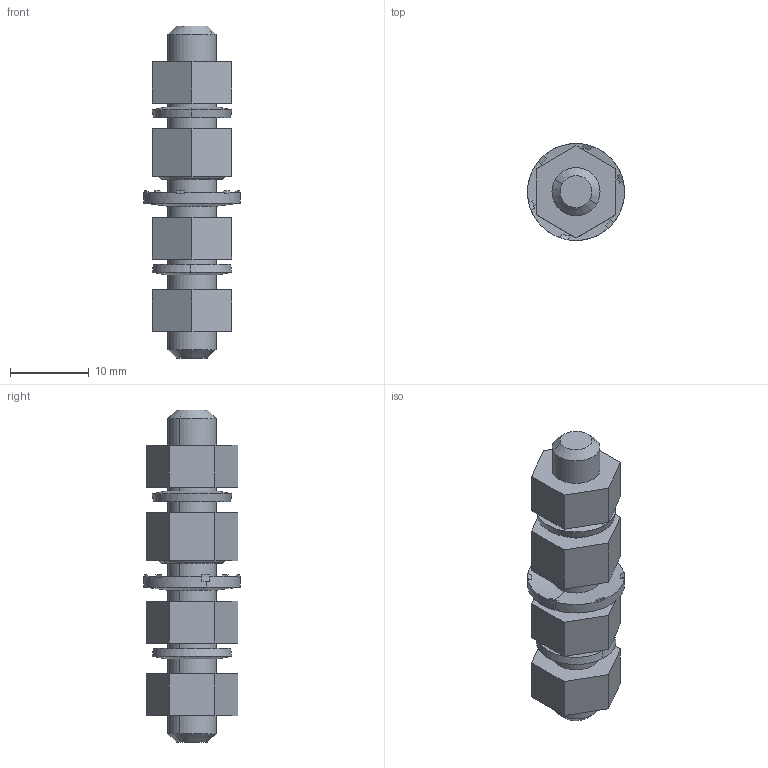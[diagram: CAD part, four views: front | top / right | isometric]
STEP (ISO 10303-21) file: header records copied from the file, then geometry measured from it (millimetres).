
FILE_DESCRIPTION(('CATIA V5R24 STEP','CAx-IF Rec.Pracs.--- Model Styling and Organization---1.2---2011-12-15'),'2;1');
FILE_NAME ('D1450588_0_1283430000_1283430000.stp','2018-07-09T09:05:05+00:00',('none'),('Weidmueller'),'CATIA Version 5-6 Release 2014 SP4 HF52','CATIA V5 STEP AP214','none');
FILE_SCHEMA(('AUTOMOTIVE_DESIGN { 1 0 10303 214 1 1 1 1 }'));
Length unit declared in the file: millimetre
Products named in the file (1): PEBZ M6 S4 SET
Bounding box: 12.3 x 12.3 x 42.1 mm (x, y, z)
Volume: 2723.7 mm3; surface area: 2226.3 mm2
Topology: 3 solids, 4 shells, 108 faces, 264 edges, 168 vertices
Faces by surface type: plane 48, cone 30, cylinder 24, torus 6
Entity records: 2995 total; most frequent: CARTESIAN_POINT 667, ORIENTED_EDGE 528, DIRECTION 362, EDGE_CURVE 264, VERTEX_POINT 168, AXIS2_PLACEMENT_3D 159, VECTOR 134, LINE 134
